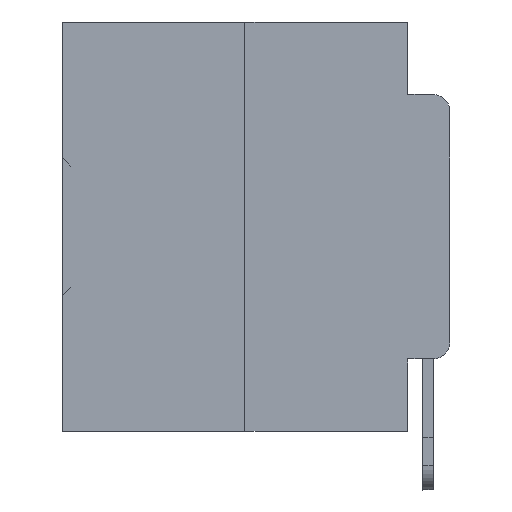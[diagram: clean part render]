
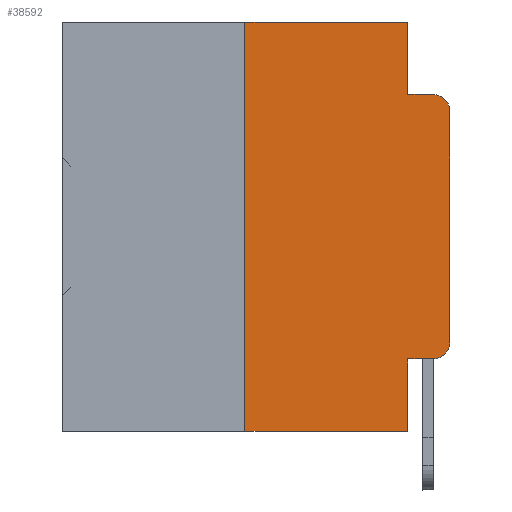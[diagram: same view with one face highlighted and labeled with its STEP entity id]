
A CAD part, left-side view. The second image highlights one B-rep face of the part: STEP entity #38592.
In plain terms, the highlighted planar face has unit normal (-1, 0, 0).
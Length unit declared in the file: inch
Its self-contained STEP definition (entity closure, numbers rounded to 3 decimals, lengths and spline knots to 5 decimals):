
#952 = CARTESIAN_POINT ( 'NONE',  ( 0., 0.473, -0.5 ) ) ;
#1555 = EDGE_CURVE ( 'NONE', #34371, #4487, #9159, .T. ) ;
#1616 = EDGE_CURVE ( 'NONE', #18465, #5861, #6345, .T. ) ;
#1861 = VERTEX_POINT ( 'NONE', #36509 ) ;
#1862 = CARTESIAN_POINT ( 'NONE',  ( 0., 0.051, 0. ) ) ;
#1867 = AXIS2_PLACEMENT_3D ( 'NONE', #5838, #14767, #8842 ) ;
#2337 = VECTOR ( 'NONE', #23894, 39.37008 ) ;
#2934 = CARTESIAN_POINT ( 'NONE',  ( 0., 0.473, 0. ) ) ;
#3744 = VECTOR ( 'NONE', #4135, 39.37008 ) ;
#3982 = VECTOR ( 'NONE', #13089, 39.37008 ) ;
#4135 = DIRECTION ( 'NONE',  ( 0., 0., 1. ) ) ;
#4316 = ORIENTED_EDGE ( 'NONE', *, *, #1555, .F. ) ;
#4487 = VERTEX_POINT ( 'NONE', #6421 ) ;
#4584 = ORIENTED_EDGE ( 'NONE', *, *, #32347, .T. ) ;
#4616 = ORIENTED_EDGE ( 'NONE', *, *, #16975, .F. ) ;
#5621 = VERTEX_POINT ( 'NONE', #7131 ) ;
#5838 = CARTESIAN_POINT ( 'NONE',  ( 0., 0.473, 0. ) ) ;
#5861 = VERTEX_POINT ( 'NONE', #20246 ) ;
#6345 = CIRCLE ( 'NONE', #21882, 0.02 ) ;
#6421 = CARTESIAN_POINT ( 'NONE',  ( 0., 0.051, -0.0885 ) ) ;
#7131 = CARTESIAN_POINT ( 'NONE',  ( 0., 0.051, -0.5 ) ) ;
#7366 = CARTESIAN_POINT ( 'NONE',  ( 0., 0.02, -0.1085 ) ) ;
#8216 = LINE ( 'NONE', #33755, #3982 ) ;
#8842 = DIRECTION ( 'NONE',  ( 0., 0., -1. ) ) ;
#9126 = VECTOR ( 'NONE', #31434, 39.37008 ) ;
#9159 = LINE ( 'NONE', #35114, #24172 ) ;
#9610 = VECTOR ( 'NONE', #9959, 39.37008 ) ;
#9631 = CARTESIAN_POINT ( 'NONE',  ( 0., 0.25, 0. ) ) ;
#9959 = DIRECTION ( 'NONE',  ( 0., -1., 0. ) ) ;
#11139 = VERTEX_POINT ( 'NONE', #33102 ) ;
#11635 = ORIENTED_EDGE ( 'NONE', *, *, #22626, .F. ) ;
#11749 = PLANE ( 'NONE',  #1867 ) ;
#11798 = DIRECTION ( 'NONE',  ( -1., 0., 0. ) ) ;
#13089 = DIRECTION ( 'NONE',  ( 0., 0., -1. ) ) ;
#14767 = DIRECTION ( 'NONE',  ( 1., 0., 0. ) ) ;
#15411 = AXIS2_PLACEMENT_3D ( 'NONE', #7366, #36839, #37233 ) ;
#16135 = LINE ( 'NONE', #952, #37701 ) ;
#16975 = EDGE_CURVE ( 'NONE', #30555, #24367, #20174, .T. ) ;
#18465 = VERTEX_POINT ( 'NONE', #24798 ) ;
#18795 = CIRCLE ( 'NONE', #15411, 0.02 ) ;
#19159 = DIRECTION ( 'NONE',  ( 0., -1., 0. ) ) ;
#19160 = CARTESIAN_POINT ( 'NONE',  ( 0., 0.25, -0.5 ) ) ;
#20174 = LINE ( 'NONE', #9631, #3744 ) ;
#20246 = CARTESIAN_POINT ( 'NONE',  ( 0., 0., -0.3915 ) ) ;
#20582 = DIRECTION ( 'NONE',  ( 0., 0., -1. ) ) ;
#21825 = CARTESIAN_POINT ( 'NONE',  ( 0., 0.25, 0. ) ) ;
#21882 = AXIS2_PLACEMENT_3D ( 'NONE', #32598, #11798, #20582 ) ;
#22626 = EDGE_CURVE ( 'NONE', #24367, #34371, #33682, .T. ) ;
#23486 = DIRECTION ( 'NONE',  ( 0., -1., 0. ) ) ;
#23709 = LINE ( 'NONE', #27392, #9610 ) ;
#23894 = DIRECTION ( 'NONE',  ( 0., -1., 0. ) ) ;
#23935 = ORIENTED_EDGE ( 'NONE', *, *, #34165, .T. ) ;
#24172 = VECTOR ( 'NONE', #29228, 39.37008 ) ;
#24367 = VERTEX_POINT ( 'NONE', #21825 ) ;
#24798 = CARTESIAN_POINT ( 'NONE',  ( 0., 0.02, -0.4115 ) ) ;
#25245 = ORIENTED_EDGE ( 'NONE', *, *, #32161, .F. ) ;
#26630 = EDGE_CURVE ( 'NONE', #11139, #18465, #33593, .T. ) ;
#26930 = ORIENTED_EDGE ( 'NONE', *, *, #26630, .T. ) ;
#27392 = CARTESIAN_POINT ( 'NONE',  ( 0., 0.051, -0.0885 ) ) ;
#28200 = CARTESIAN_POINT ( 'NONE',  ( 0., 0., -0.1085 ) ) ;
#28718 = EDGE_CURVE ( 'NONE', #30617, #1861, #18795, .T. ) ;
#29228 = DIRECTION ( 'NONE',  ( 0., 0., -1. ) ) ;
#29688 = ORIENTED_EDGE ( 'NONE', *, *, #32476, .F. ) ;
#29984 = EDGE_LOOP ( 'NONE', ( #4584, #36530, #25245, #4316, #11635, #4616, #23935, #29688, #26930, #33406 ) ) ;
#30555 = VERTEX_POINT ( 'NONE', #19160 ) ;
#30617 = VERTEX_POINT ( 'NONE', #28200 ) ;
#31305 = CARTESIAN_POINT ( 'NONE',  ( 0., 0., 0. ) ) ;
#31434 = DIRECTION ( 'NONE',  ( 0., 0., 1. ) ) ;
#31715 = VECTOR ( 'NONE', #23486, 39.37008 ) ;
#32062 = FACE_OUTER_BOUND ( 'NONE', #29984, .T. ) ;
#32161 = EDGE_CURVE ( 'NONE', #4487, #1861, #23709, .T. ) ;
#32347 = EDGE_CURVE ( 'NONE', #5861, #30617, #33961, .T. ) ;
#32476 = EDGE_CURVE ( 'NONE', #11139, #5621, #8216, .T. ) ;
#32598 = CARTESIAN_POINT ( 'NONE',  ( 0., 0.02, -0.3915 ) ) ;
#33102 = CARTESIAN_POINT ( 'NONE',  ( 0., 0.051, -0.4115 ) ) ;
#33406 = ORIENTED_EDGE ( 'NONE', *, *, #1616, .T. ) ;
#33593 = LINE ( 'NONE', #37901, #31715 ) ;
#33682 = LINE ( 'NONE', #2934, #2337 ) ;
#33755 = CARTESIAN_POINT ( 'NONE',  ( 0., 0.051, 0. ) ) ;
#33961 = LINE ( 'NONE', #31305, #9126 ) ;
#34165 = EDGE_CURVE ( 'NONE', #30555, #5621, #16135, .T. ) ;
#34371 = VERTEX_POINT ( 'NONE', #1862 ) ;
#35114 = CARTESIAN_POINT ( 'NONE',  ( 0., 0.051, 0. ) ) ;
#36509 = CARTESIAN_POINT ( 'NONE',  ( 0., 0.02, -0.0885 ) ) ;
#36530 = ORIENTED_EDGE ( 'NONE', *, *, #28718, .T. ) ;
#36839 = DIRECTION ( 'NONE',  ( -1., 0., 0. ) ) ;
#37233 = DIRECTION ( 'NONE',  ( 0., 0., -1. ) ) ;
#37701 = VECTOR ( 'NONE', #19159, 39.37008 ) ;
#37901 = CARTESIAN_POINT ( 'NONE',  ( 0., 0.051, -0.4115 ) ) ;
#38592 = ADVANCED_FACE ( 'NONE', ( #32062 ), #11749, .F. ) ;
